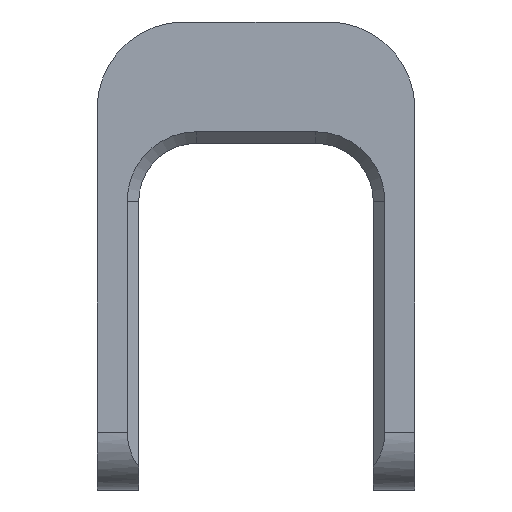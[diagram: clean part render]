
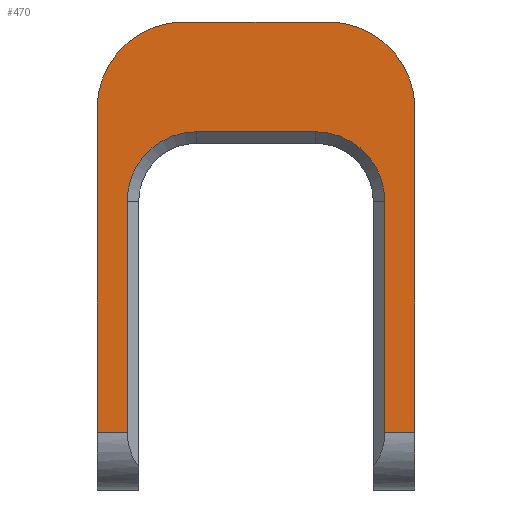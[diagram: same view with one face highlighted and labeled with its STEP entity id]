
A CAD part, front view. The second image highlights one B-rep face of the part: STEP entity #470.
In plain terms, the highlighted planar face has unit normal (0, -1, 0).
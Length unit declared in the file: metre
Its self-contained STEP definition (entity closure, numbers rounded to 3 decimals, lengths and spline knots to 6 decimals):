
#48=LINE('',#761,#81);
#52=LINE('',#775,#85);
#56=LINE('',#789,#89);
#60=LINE('',#800,#93);
#61=LINE('',#803,#94);
#62=LINE('',#804,#95);
#63=LINE('',#806,#96);
#64=LINE('',#810,#97);
#81=VECTOR('',#610,1.);
#85=VECTOR('',#624,1.);
#89=VECTOR('',#638,1.);
#93=VECTOR('',#650,1.);
#94=VECTOR('',#651,1.);
#95=VECTOR('',#652,1.);
#96=VECTOR('',#653,1.);
#97=VECTOR('',#656,1.);
#166=ORIENTED_EDGE('',*,*,#274,.T.);
#167=ORIENTED_EDGE('',*,*,#275,.T.);
#168=ORIENTED_EDGE('',*,*,#268,.F.);
#169=ORIENTED_EDGE('',*,*,#264,.F.);
#170=ORIENTED_EDGE('',*,*,#261,.F.);
#171=ORIENTED_EDGE('',*,*,#257,.F.);
#172=ORIENTED_EDGE('',*,*,#254,.F.);
#173=ORIENTED_EDGE('',*,*,#276,.T.);
#174=ORIENTED_EDGE('',*,*,#277,.T.);
#175=ORIENTED_EDGE('',*,*,#278,.T.);
#176=ORIENTED_EDGE('',*,*,#279,.T.);
#177=ORIENTED_EDGE('',*,*,#280,.T.);
#254=EDGE_CURVE('',#313,#314,#48,.T.);
#257=EDGE_CURVE('',#314,#316,#351,.T.);
#261=EDGE_CURVE('',#316,#319,#52,.T.);
#264=EDGE_CURVE('',#319,#321,#354,.T.);
#268=EDGE_CURVE('',#321,#324,#56,.T.);
#274=EDGE_CURVE('',#327,#328,#60,.T.);
#275=EDGE_CURVE('',#328,#324,#61,.F.);
#276=EDGE_CURVE('',#313,#329,#62,.F.);
#277=EDGE_CURVE('',#329,#330,#63,.T.);
#278=EDGE_CURVE('',#330,#331,#359,.T.);
#279=EDGE_CURVE('',#331,#332,#64,.T.);
#280=EDGE_CURVE('',#332,#327,#360,.T.);
#313=VERTEX_POINT('',#760);
#314=VERTEX_POINT('',#762);
#316=VERTEX_POINT('',#768);
#319=VERTEX_POINT('',#776);
#321=VERTEX_POINT('',#782);
#324=VERTEX_POINT('',#790);
#327=VERTEX_POINT('',#801);
#328=VERTEX_POINT('',#802);
#329=VERTEX_POINT('',#805);
#330=VERTEX_POINT('',#807);
#331=VERTEX_POINT('',#809);
#332=VERTEX_POINT('',#811);
#351=CIRCLE('',#521,0.015);
#354=CIRCLE('',#526,0.015);
#359=CIRCLE('',#534,0.012);
#360=CIRCLE('',#535,0.012);
#382=EDGE_LOOP('',(#166,#167,#168,#169,#170,#171,#172,#173,#174,#175,#176,
#177));
#423=FACE_BOUND('',#382,.T.);
#454=PLANE('',#533);
#470=ADVANCED_FACE('',(#423),#454,.F.);
#521=AXIS2_PLACEMENT_3D('',#767,#615,#616);
#526=AXIS2_PLACEMENT_3D('',#781,#629,#630);
#533=AXIS2_PLACEMENT_3D('',#799,#648,#649);
#534=AXIS2_PLACEMENT_3D('',#808,#654,#655);
#535=AXIS2_PLACEMENT_3D('',#812,#657,#658);
#610=DIRECTION('',(0.,0.,1.));
#615=DIRECTION('',(0.,1.,0.));
#616=DIRECTION('',(0.,0.,-1.));
#624=DIRECTION('',(1.,0.,0.));
#629=DIRECTION('',(0.,1.,0.));
#630=DIRECTION('',(0.,0.,-1.));
#638=DIRECTION('',(0.,0.,-1.));
#648=DIRECTION('',(0.,1.,0.));
#649=DIRECTION('',(0.,0.,1.));
#650=DIRECTION('',(0.,0.,-1.));
#651=DIRECTION('',(-1.,0.,0.));
#652=DIRECTION('',(-1.,0.,0.));
#653=DIRECTION('',(0.,0.,1.));
#654=DIRECTION('',(0.,1.,0.));
#655=DIRECTION('',(0.,0.,1.));
#656=DIRECTION('',(1.,0.,0.));
#657=DIRECTION('',(0.,1.,0.));
#658=DIRECTION('',(0.,0.,1.));
#760=CARTESIAN_POINT('',(-0.0275,-0.01,-0.071));
#761=CARTESIAN_POINT('',(-0.0275,-0.01,-0.081));
#762=CARTESIAN_POINT('',(-0.0275,-0.01,-0.015));
#767=CARTESIAN_POINT('',(-0.0125,-0.01,-0.015));
#768=CARTESIAN_POINT('',(-0.0125,-0.01,0.));
#775=CARTESIAN_POINT('',(-0.0125,-0.01,0.));
#776=CARTESIAN_POINT('',(0.0125,-0.01,0.));
#781=CARTESIAN_POINT('',(0.0125,-0.01,-0.015));
#782=CARTESIAN_POINT('',(0.0275,-0.01,-0.015));
#789=CARTESIAN_POINT('',(0.0275,-0.01,-0.015));
#790=CARTESIAN_POINT('',(0.0275,-0.01,-0.071));
#799=CARTESIAN_POINT('',(0.0103,-0.01,-0.031));
#800=CARTESIAN_POINT('',(0.0223,-0.01,-0.031));
#801=CARTESIAN_POINT('',(0.0223,-0.01,-0.031));
#802=CARTESIAN_POINT('',(0.0223,-0.01,-0.071));
#803=CARTESIAN_POINT('',(0.0103,-0.01,-0.071));
#804=CARTESIAN_POINT('',(0.0103,-0.01,-0.071));
#805=CARTESIAN_POINT('',(-0.0223,-0.01,-0.071));
#806=CARTESIAN_POINT('',(-0.0223,-0.01,-0.031));
#807=CARTESIAN_POINT('',(-0.0223,-0.01,-0.031));
#808=CARTESIAN_POINT('',(-0.0103,-0.01,-0.031));
#809=CARTESIAN_POINT('',(-0.0103,-0.01,-0.019));
#810=CARTESIAN_POINT('',(0.0103,-0.01,-0.019));
#811=CARTESIAN_POINT('',(0.0103,-0.01,-0.019));
#812=CARTESIAN_POINT('',(0.0103,-0.01,-0.031));
